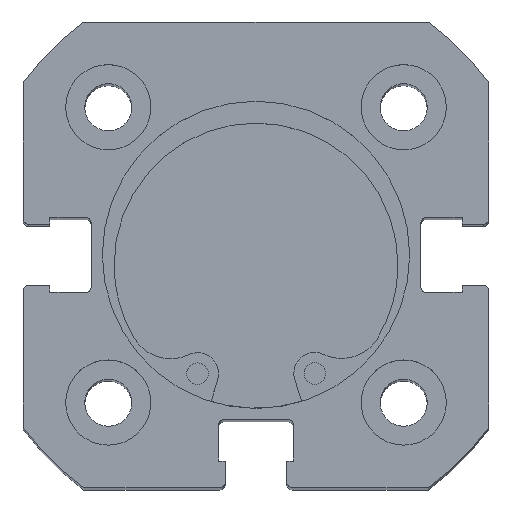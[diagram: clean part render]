
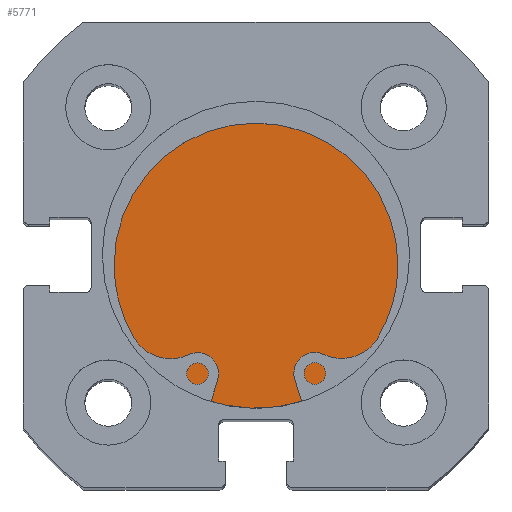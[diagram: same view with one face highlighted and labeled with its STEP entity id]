
A CAD part, top view. The second image highlights one B-rep face of the part: STEP entity #5771.
In plain terms, the highlighted face is planar.
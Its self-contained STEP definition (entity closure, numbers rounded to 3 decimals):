
#268 = CIRCLE ( 'NONE', #4012, 13.5 ) ;
#277 = CIRCLE ( 'NONE', #4015, 13.5 ) ;
#651 = FACE_OUTER_BOUND ( 'NONE', #874, .T. ) ;
#874 = EDGE_LOOP ( 'NONE', ( #3113, #3114 ) ) ;
#971 = CARTESIAN_POINT ( 'NONE',  ( 6., 0., 0. ) ) ;
#980 = DIRECTION ( 'NONE',  ( -1., 0., 0. ) ) ;
#981 = DIRECTION ( 'NONE',  ( 0., 0., 1. ) ) ;
#998 = CARTESIAN_POINT ( 'NONE',  ( 6., 0., 0. ) ) ;
#1006 = DIRECTION ( 'NONE',  ( -1., 0., 0. ) ) ;
#1007 = DIRECTION ( 'NONE',  ( 0., 0., 1. ) ) ;
#1233 = CARTESIAN_POINT ( 'NONE',  ( 6., 0., 13.5 ) ) ;
#1234 = CARTESIAN_POINT ( 'NONE',  ( 6., 0., -13.5 ) ) ;
#2188 = CARTESIAN_POINT ( 'NONE',  ( 6., 13.5, 0. ) ) ;
#2197 = PLANE ( 'NONE',  #4208 ) ;
#2204 = DIRECTION ( 'NONE',  ( -1., 0., 0. ) ) ;
#2205 = DIRECTION ( 'NONE',  ( 0., 0., 1. ) ) ;
#3113 = ORIENTED_EDGE ( 'NONE', *, *, #3800, .F. ) ;
#3114 = ORIENTED_EDGE ( 'NONE', *, *, #3807, .F. ) ;
#3800 = EDGE_CURVE ( 'NONE', #4500, #4501, #268, .T. ) ;
#3807 = EDGE_CURVE ( 'NONE', #4501, #4500, #277, .T. ) ;
#4012 = AXIS2_PLACEMENT_3D ( 'NONE', #971, #980, #981 ) ;
#4015 = AXIS2_PLACEMENT_3D ( 'NONE', #998, #1006, #1007 ) ;
#4208 = AXIS2_PLACEMENT_3D ( 'NONE', #2188, #2204, #2205 ) ;
#4500 = VERTEX_POINT ( 'NONE', #1233 ) ;
#4501 = VERTEX_POINT ( 'NONE', #1234 ) ;
#5771 = ADVANCED_FACE ( 'NONE', ( #651 ), #2197, .F. ) ;
